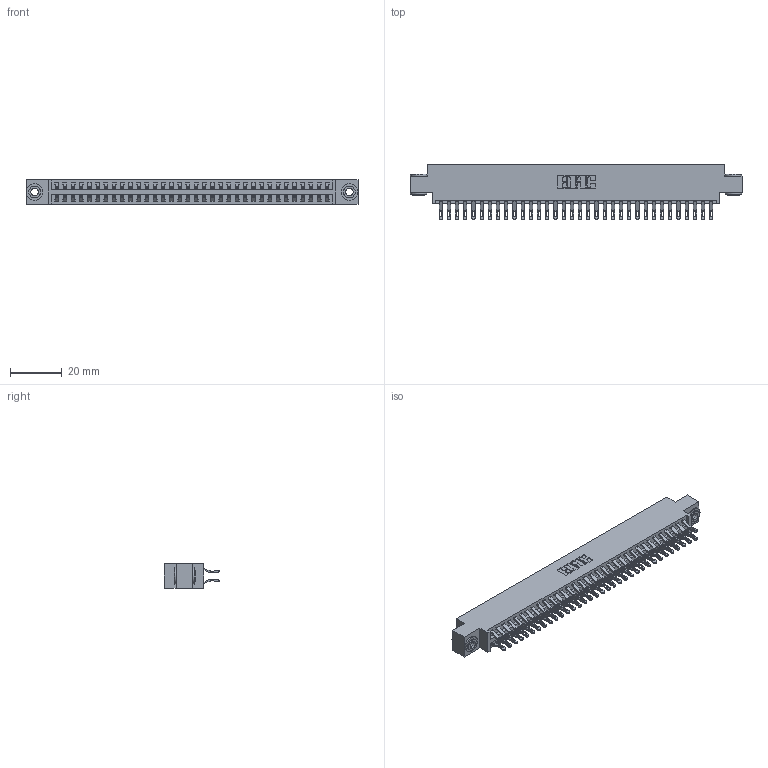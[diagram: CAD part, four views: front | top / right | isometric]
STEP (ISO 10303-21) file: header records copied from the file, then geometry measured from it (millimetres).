
FILE_DESCRIPTION (( 'STEP AP203' ), '1' );
FILE_NAME ('346-068-555-803.STEP', '2022-05-24T19:42:40', ( '' ), ( '' ), 'SwSTEP 2.0', 'SolidWorks 2020', '' );
FILE_SCHEMA (( 'CONFIG_CONTROL_DESIGN' ));
Length unit declared in the file: inch
Products named in the file (4): 346-068-555-803; 345-292-001_555 Tail; 346 Part_0.170 Offset - 0.156 Dia-TH; 345-250-002_345-250-002-102
Assembly tree (71 placements, depth 2):
  346-068-555-803
    346 Part_0.170 Offset - 0.156 Dia-TH
    345-292-001_555 Tail  x68
    345-250-002_345-250-002-102  x2
Bounding box: 128.52 x 21.46 x 9.4 mm (x, y, z)
Volume: 12514.5 mm3; surface area: 18207.7 mm2
Topology: 71 solids, 71 shells, 4122 faces, 12897 edges, 8594 vertices
Faces by surface type: plane 2348, cylinder 1766, cone 8
Entity records: 24790 total; most frequent: CARTESIAN_POINT 4115, ORIENTED_EDGE 4010, DIRECTION 3675, EDGE_CURVE 2005, LINE 1693, VECTOR 1693, VERTEX_POINT 1334, AXIS2_PLACEMENT_3D 991
